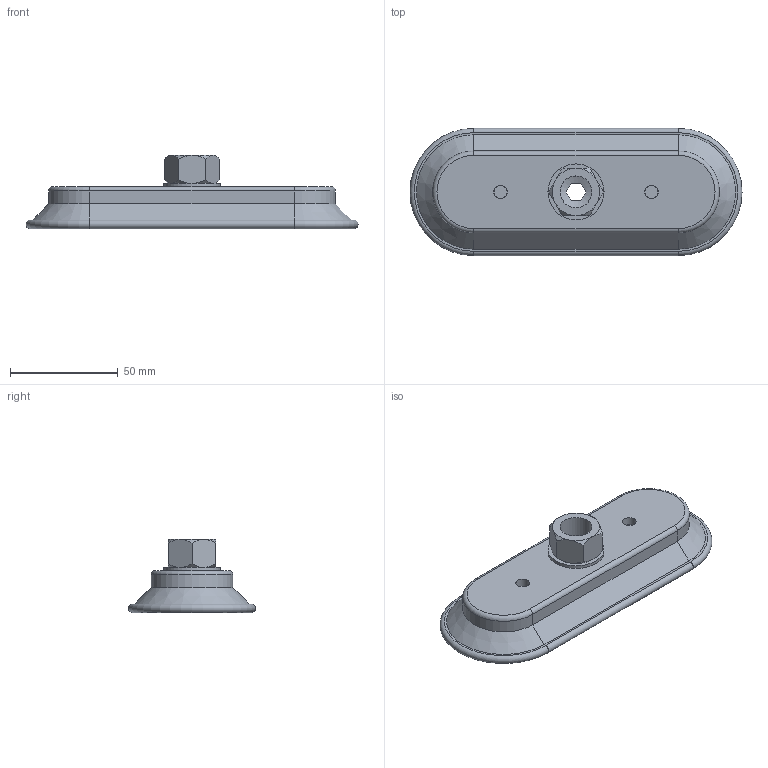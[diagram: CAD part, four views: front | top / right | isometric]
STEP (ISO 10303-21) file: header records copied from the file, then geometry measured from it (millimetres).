
FILE_DESCRIPTION( ( 'Unknown' ), '1' );
FILE_NAME( '0110366.stp', 'Unknown', ( 'Unknown' ), ( 'Unknown' ), 'XStep 1.0', 'Unknown', ' ' );
FILE_SCHEMA( ( 'CONFIG_CONTROL_DESIGN' ) );
Length unit declared in the file: millimetre
Products named in the file (1): 0108027
Bounding box: 154 x 59 x 34 mm (x, y, z)
Volume: 91548.6 mm3; surface area: 25206.6 mm2
Topology: 1 solids, 1 shells, 71 faces, 156 edges, 96 vertices
Faces by surface type: plane 31, cone 17, cylinder 17, torus 6
Full cylindrical faces by diameter (mm): 6 x2, 6.2 x2, 14.75 x1, 20 x1, 26 x1
Entity records: 2045 total; most frequent: CARTESIAN_POINT 518, DIRECTION 314, ORIENTED_EDGE 284, EDGE_CURVE 142, AXIS2_PLACEMENT_3D 130, EDGE_LOOP 90, VERTEX_POINT 90, FACE_OUTER_BOUND 78
